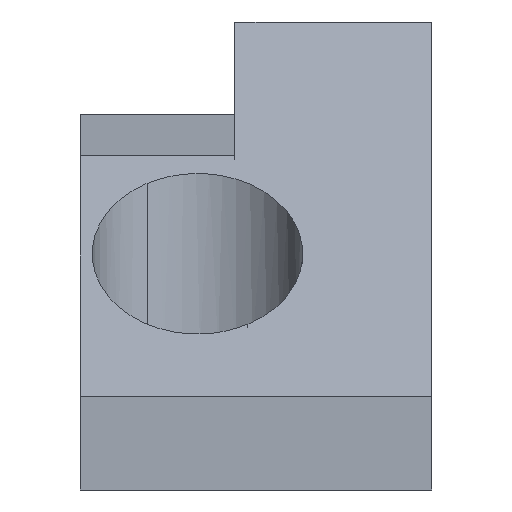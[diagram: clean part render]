
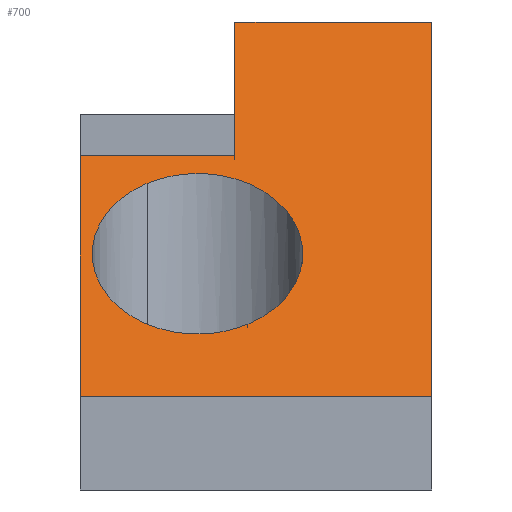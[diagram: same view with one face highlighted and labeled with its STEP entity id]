
A CAD part, left-side view. The second image highlights one B-rep face of the part: STEP entity #700.
In plain terms, the highlighted planar face has unit normal (-0.606, 0, 0.795).
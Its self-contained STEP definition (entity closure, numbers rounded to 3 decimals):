
#274=CARTESIAN_POINT('Vertex',(11.801,27.157,13.104)) ;
#281=CARTESIAN_POINT('Vertex',(3.903,22.843,7.086)) ;
#285=CARTESIAN_POINT('Control Point',(3.903,22.843,7.086)) ;
#286=CARTESIAN_POINT('Control Point',(4.081,22.518,7.222)) ;
#287=CARTESIAN_POINT('Control Point',(4.288,22.218,7.379)) ;
#288=CARTESIAN_POINT('Control Point',(4.518,21.948,7.555)) ;
#289=CARTESIAN_POINT('Control Point',(5.213,21.275,8.084)) ;
#290=CARTESIAN_POINT('Control Point',(6.023,20.827,8.701)) ;
#291=CARTESIAN_POINT('Control Point',(6.568,20.632,9.117)) ;
#292=CARTESIAN_POINT('Control Point',(7.671,20.418,9.957)) ;
#293=CARTESIAN_POINT('Control Point',(8.782,20.546,10.804)) ;
#294=CARTESIAN_POINT('Control Point',(9.323,20.692,11.216)) ;
#295=CARTESIAN_POINT('Control Point',(10.387,21.164,12.026)) ;
#296=CARTESIAN_POINT('Control Point',(11.298,22.003,12.72)) ;
#297=CARTESIAN_POINT('Control Point',(11.705,22.528,13.031)) ;
#298=CARTESIAN_POINT('Control Point',(12.317,23.761,13.497)) ;
#299=CARTESIAN_POINT('Control Point',(12.433,25.205,13.585)) ;
#300=CARTESIAN_POINT('Control Point',(12.338,25.926,13.513)) ;
#301=CARTESIAN_POINT('Control Point',(12.116,26.582,13.344)) ;
#302=CARTESIAN_POINT('Control Point',(11.801,27.157,13.104)) ;
#312=CARTESIAN_POINT('Control Point',(11.801,27.157,13.104)) ;
#313=CARTESIAN_POINT('Control Point',(11.624,27.482,12.969)) ;
#314=CARTESIAN_POINT('Control Point',(11.417,27.782,12.811)) ;
#315=CARTESIAN_POINT('Control Point',(11.186,28.052,12.635)) ;
#316=CARTESIAN_POINT('Control Point',(10.491,28.725,12.106)) ;
#317=CARTESIAN_POINT('Control Point',(9.682,29.173,11.489)) ;
#318=CARTESIAN_POINT('Control Point',(9.136,29.368,11.074)) ;
#319=CARTESIAN_POINT('Control Point',(8.033,29.582,10.233)) ;
#320=CARTESIAN_POINT('Control Point',(6.923,29.454,9.387)) ;
#321=CARTESIAN_POINT('Control Point',(6.382,29.308,8.975)) ;
#322=CARTESIAN_POINT('Control Point',(5.318,28.836,8.164)) ;
#323=CARTESIAN_POINT('Control Point',(4.407,27.997,7.47)) ;
#324=CARTESIAN_POINT('Control Point',(3.999,27.472,7.16)) ;
#325=CARTESIAN_POINT('Control Point',(3.387,26.239,6.693)) ;
#326=CARTESIAN_POINT('Control Point',(3.272,24.795,6.605)) ;
#327=CARTESIAN_POINT('Control Point',(3.367,24.074,6.678)) ;
#328=CARTESIAN_POINT('Control Point',(3.589,23.418,6.847)) ;
#329=CARTESIAN_POINT('Control Point',(3.903,22.843,7.086)) ;
#410=CARTESIAN_POINT('Line Origine',(-0.148,22.5,4.)) ;
#414=CARTESIAN_POINT('Vertex',(-0.148,15.,4.)) ;
#416=CARTESIAN_POINT('Vertex',(-0.148,30.,4.)) ;
#483=CARTESIAN_POINT('Vertex',(20.852,15.,20.)) ;
#486=CARTESIAN_POINT('Line Origine',(10.352,15.,12.)) ;
#570=CARTESIAN_POINT('Vertex',(13.352,30.,14.286)) ;
#594=CARTESIAN_POINT('Line Origine',(6.602,30.,9.143)) ;
#619=CARTESIAN_POINT('Vertex',(20.852,23.4,20.)) ;
#624=CARTESIAN_POINT('Line Origine',(20.852,19.2,20.)) ;
#671=CARTESIAN_POINT('Axis2P3D Location',(20.852,15.,20.)) ;
#676=CARTESIAN_POINT('Line Origine',(17.102,23.4,17.143)) ;
#680=CARTESIAN_POINT('Vertex',(13.352,23.4,14.286)) ;
#683=CARTESIAN_POINT('Line Origine',(13.352,26.7,14.286)) ;
#411=DIRECTION('Vector Direction',(0.,1.,0.)) ;
#487=DIRECTION('Vector Direction',(-0.795,0.,-0.606)) ;
#595=DIRECTION('Vector Direction',(0.795,0.,0.606)) ;
#625=DIRECTION('Vector Direction',(0.,1.,0.)) ;
#672=DIRECTION('Axis2P3D Direction',(0.606,0.,-0.795)) ;
#673=DIRECTION('Axis2P3D XDirection',(-0.795,0.,-0.606)) ;
#677=DIRECTION('Vector Direction',(-0.795,0.,-0.606)) ;
#684=DIRECTION('Vector Direction',(0.,-1.,0.)) ;
#674=AXIS2_PLACEMENT_3D('Plane Axis2P3D',#671,#672,#673) ;
#689=ORIENTED_EDGE('',*,*,#682,.T.) ;
#690=ORIENTED_EDGE('',*,*,#687,.F.) ;
#691=ORIENTED_EDGE('',*,*,#598,.F.) ;
#692=ORIENTED_EDGE('',*,*,#418,.F.) ;
#693=ORIENTED_EDGE('',*,*,#490,.F.) ;
#694=ORIENTED_EDGE('',*,*,#628,.T.) ;
#697=ORIENTED_EDGE('',*,*,#330,.F.) ;
#698=ORIENTED_EDGE('',*,*,#303,.F.) ;
#699=FACE_BOUND('',#696,.T.) ;
#412=VECTOR('Line Direction',#411,1.) ;
#488=VECTOR('Line Direction',#487,1.) ;
#596=VECTOR('Line Direction',#595,1.) ;
#626=VECTOR('Line Direction',#625,1.) ;
#678=VECTOR('Line Direction',#677,1.) ;
#685=VECTOR('Line Direction',#684,1.) ;
#700=ADVANCED_FACE('Corps principal',(#695,#699),#675,.F.) ;
#284=B_SPLINE_CURVE_WITH_KNOTS('',5,(#285,#286,#287,#288,#289,#290,#291,#292,#293,#294,#295,#296,#297,#298,#299,#300,#301,#302),.UNSPECIFIED.,.F.,.U.,(6,3,3,3,3,6),(0.,2.786,7.767,12.631,17.696,22.633),.UNSPECIFIED.) ;
#311=B_SPLINE_CURVE_WITH_KNOTS('',5,(#312,#313,#314,#315,#316,#317,#318,#319,#320,#321,#322,#323,#324,#325,#326,#327,#328,#329),.UNSPECIFIED.,.F.,.U.,(6,3,3,3,3,6),(0.,2.786,7.767,12.631,17.696,22.633),.UNSPECIFIED.) ;
#303=EDGE_CURVE('',#282,#275,#284,.T.) ;
#330=EDGE_CURVE('',#275,#282,#311,.T.) ;
#418=EDGE_CURVE('',#415,#417,#413,.T.) ;
#490=EDGE_CURVE('',#484,#415,#489,.T.) ;
#598=EDGE_CURVE('',#417,#571,#597,.T.) ;
#628=EDGE_CURVE('',#484,#620,#627,.T.) ;
#682=EDGE_CURVE('',#620,#681,#679,.T.) ;
#687=EDGE_CURVE('',#571,#681,#686,.T.) ;
#688=EDGE_LOOP('',(#689,#690,#691,#692,#693,#694)) ;
#696=EDGE_LOOP('',(#697,#698)) ;
#695=FACE_OUTER_BOUND('',#688,.T.) ;
#413=LINE('Line',#410,#412) ;
#489=LINE('Line',#486,#488) ;
#597=LINE('Line',#594,#596) ;
#627=LINE('Line',#624,#626) ;
#679=LINE('Line',#676,#678) ;
#686=LINE('Line',#683,#685) ;
#675=PLANE('Plane',#674) ;
#275=VERTEX_POINT('',#274) ;
#282=VERTEX_POINT('',#281) ;
#415=VERTEX_POINT('',#414) ;
#417=VERTEX_POINT('',#416) ;
#484=VERTEX_POINT('',#483) ;
#571=VERTEX_POINT('',#570) ;
#620=VERTEX_POINT('',#619) ;
#681=VERTEX_POINT('',#680) ;
